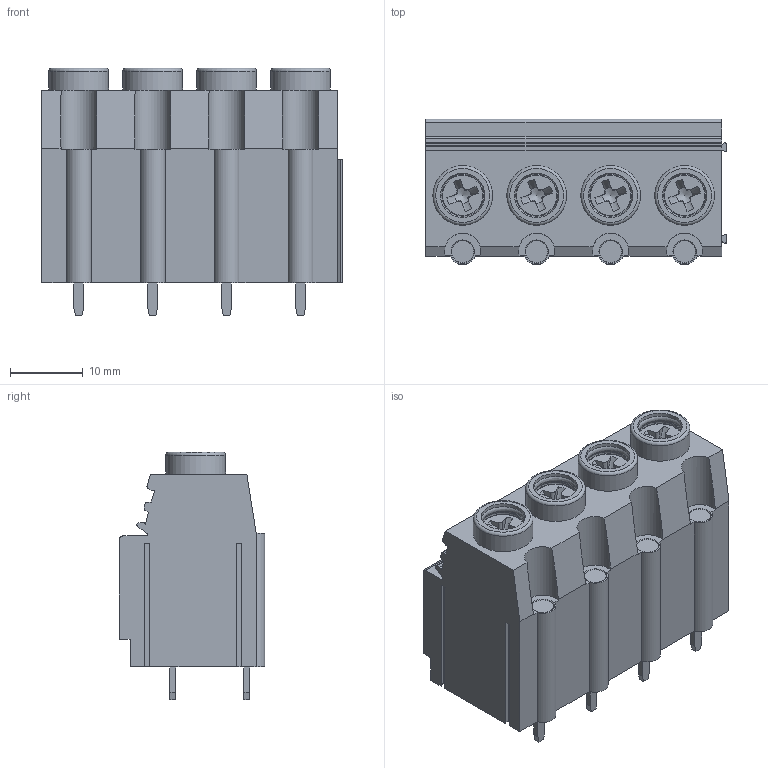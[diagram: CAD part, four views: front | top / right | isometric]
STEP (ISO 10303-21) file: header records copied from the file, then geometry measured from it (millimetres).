
FILE_DESCRIPTION(/* description */ ('Unknown'),/* implementation_level */ '2;1');
FILE_NAME(/* name */ 'MH110-016M403-20230629',/* time_stamp */ '2023-06-29T14:32:13+08:00',/* author */ ('Unknown'),/* organization */ ('Unknown'),/* preprocessor_version */ 'ST-DEVELOPER v16.7',/* originating_system */ 'DEX',/* authorisation */ $);
FILE_SCHEMA (('AUTOMOTIVE_DESIGN {1 0 10303 214 3 1 1}'));
Length unit declared in the file: millimetre
Products named in the file (1): MH110-016M403-20230629
Bounding box: 41.29 x 19.99 x 34 mm (x, y, z)
Volume: 17064.9 mm3; surface area: 6410.2 mm2
Topology: 1 solids, 1 shells, 373 faces, 1011 edges, 664 vertices
Faces by surface type: plane 265, cylinder 48, cone 28, bspline 16, torus 16
Full cylindrical faces by diameter (mm): 6.1 x4, 8.2 x4
Entity records: 14466 total; most frequent: CARTESIAN_POINT 2760, ORIENTED_EDGE 1910, DIRECTION 1766, EDGE_CURVE 955, LINE 690, VECTOR 690, VERTEX_POINT 648, AXIS2_PLACEMENT_3D 538
